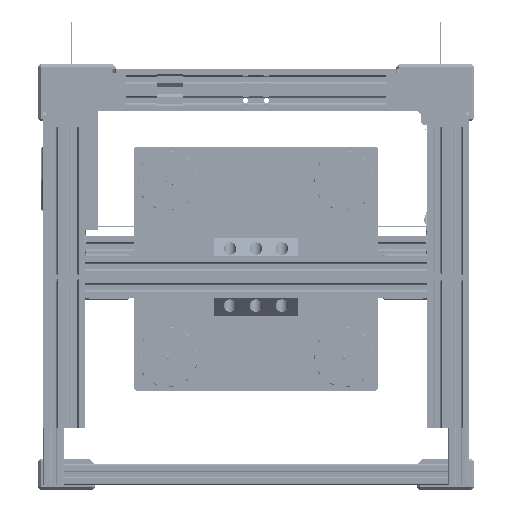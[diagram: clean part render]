
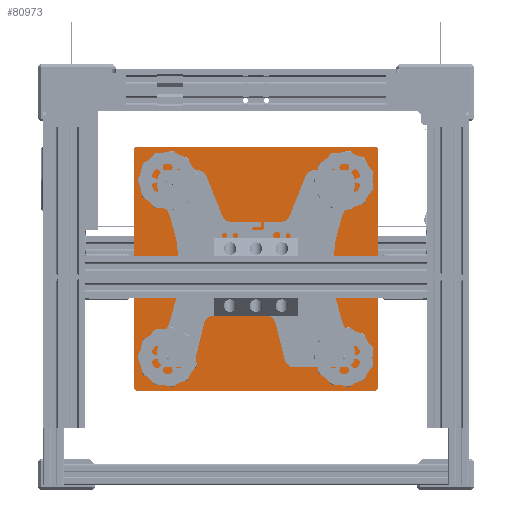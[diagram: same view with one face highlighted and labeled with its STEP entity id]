
A CAD part, front view. The second image highlights one B-rep face of the part: STEP entity #80973.
In plain terms, the highlighted face is planar.
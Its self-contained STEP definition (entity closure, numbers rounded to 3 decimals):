
#3044=PLANE('',#87582);
#4574=FACE_BOUND('',#12043,.T.);
#4575=FACE_BOUND('',#12044,.T.);
#4576=FACE_BOUND('',#12045,.T.);
#4577=FACE_BOUND('',#12046,.T.);
#7386=FACE_OUTER_BOUND('',#12042,.T.);
#12042=EDGE_LOOP('',(#66641,#66642,#66643,#66644,#66645,#66646,#66647,#66648));
#12043=EDGE_LOOP('',(#66649));
#12044=EDGE_LOOP('',(#66650));
#12045=EDGE_LOOP('',(#66651));
#12046=EDGE_LOOP('',(#66652));
#20220=LINE('',#267438,#27266);
#20222=LINE('',#267441,#27268);
#20223=LINE('',#267442,#27269);
#20224=LINE('',#267443,#27270);
#27266=VECTOR('',#103317,1000.);
#27268=VECTOR('',#103321,1000.);
#27269=VECTOR('',#103322,1000.);
#27270=VECTOR('',#103323,1000.);
#31563=CIRCLE('',#87550,3.);
#31565=CIRCLE('',#87553,3.);
#31567=CIRCLE('',#87556,3.);
#31569=CIRCLE('',#87559,3.);
#31571=CIRCLE('',#87562,2.);
#31574=CIRCLE('',#87567,2.);
#31577=CIRCLE('',#87572,2.);
#31580=CIRCLE('',#87577,2.);
#37763=VERTEX_POINT('',#267362);
#37764=VERTEX_POINT('',#267363);
#37767=VERTEX_POINT('',#267371);
#37768=VERTEX_POINT('',#267372);
#37771=VERTEX_POINT('',#267380);
#37772=VERTEX_POINT('',#267381);
#37775=VERTEX_POINT('',#267389);
#37776=VERTEX_POINT('',#267390);
#37779=VERTEX_POINT('',#267398);
#37782=VERTEX_POINT('',#267408);
#37785=VERTEX_POINT('',#267418);
#37788=VERTEX_POINT('',#267428);
#47821=EDGE_CURVE('',#37763,#37764,#31563,.T.);
#47825=EDGE_CURVE('',#37767,#37768,#31565,.T.);
#47829=EDGE_CURVE('',#37771,#37772,#31567,.T.);
#47833=EDGE_CURVE('',#37775,#37776,#31569,.T.);
#47837=EDGE_CURVE('',#37779,#37779,#31571,.T.);
#47842=EDGE_CURVE('',#37782,#37782,#31574,.T.);
#47847=EDGE_CURVE('',#37785,#37785,#31577,.T.);
#47852=EDGE_CURVE('',#37788,#37788,#31580,.T.);
#47857=EDGE_CURVE('',#37776,#37771,#20220,.T.);
#47859=EDGE_CURVE('',#37768,#37775,#20222,.T.);
#47860=EDGE_CURVE('',#37764,#37767,#20223,.T.);
#47861=EDGE_CURVE('',#37772,#37763,#20224,.T.);
#66641=ORIENTED_EDGE('',*,*,#47833,.F.);
#66642=ORIENTED_EDGE('',*,*,#47859,.F.);
#66643=ORIENTED_EDGE('',*,*,#47825,.F.);
#66644=ORIENTED_EDGE('',*,*,#47860,.F.);
#66645=ORIENTED_EDGE('',*,*,#47821,.F.);
#66646=ORIENTED_EDGE('',*,*,#47861,.F.);
#66647=ORIENTED_EDGE('',*,*,#47829,.F.);
#66648=ORIENTED_EDGE('',*,*,#47857,.F.);
#66649=ORIENTED_EDGE('',*,*,#47852,.T.);
#66650=ORIENTED_EDGE('',*,*,#47847,.T.);
#66651=ORIENTED_EDGE('',*,*,#47842,.T.);
#66652=ORIENTED_EDGE('',*,*,#47837,.T.);
#80973=ADVANCED_FACE('',(#7386,#4574,#4575,#4576,#4577),#3044,.F.);
#87550=AXIS2_PLACEMENT_3D('',#267364,#103237,#103238);
#87553=AXIS2_PLACEMENT_3D('',#267373,#103245,#103246);
#87556=AXIS2_PLACEMENT_3D('',#267382,#103253,#103254);
#87559=AXIS2_PLACEMENT_3D('',#267391,#103261,#103262);
#87562=AXIS2_PLACEMENT_3D('',#267399,#103269,#103270);
#87567=AXIS2_PLACEMENT_3D('',#267409,#103281,#103282);
#87572=AXIS2_PLACEMENT_3D('',#267419,#103293,#103294);
#87577=AXIS2_PLACEMENT_3D('',#267429,#103305,#103306);
#87582=AXIS2_PLACEMENT_3D('',#267440,#103319,#103320);
#103237=DIRECTION('center_axis',(0.,0.,1.));
#103238=DIRECTION('ref_axis',(0.707,0.707,0.));
#103245=DIRECTION('center_axis',(0.,0.,1.));
#103246=DIRECTION('ref_axis',(-0.707,0.707,0.));
#103253=DIRECTION('center_axis',(0.,0.,1.));
#103254=DIRECTION('ref_axis',(0.707,-0.707,0.));
#103261=DIRECTION('center_axis',(0.,0.,1.));
#103262=DIRECTION('ref_axis',(-0.707,-0.707,0.));
#103269=DIRECTION('center_axis',(0.,0.,1.));
#103270=DIRECTION('ref_axis',(1.,0.,0.));
#103281=DIRECTION('center_axis',(0.,0.,1.));
#103282=DIRECTION('ref_axis',(1.,0.,0.));
#103293=DIRECTION('center_axis',(0.,0.,1.));
#103294=DIRECTION('ref_axis',(1.,0.,0.));
#103305=DIRECTION('center_axis',(0.,0.,1.));
#103306=DIRECTION('ref_axis',(1.,0.,0.));
#103317=DIRECTION('',(1.,0.,0.));
#103319=DIRECTION('center_axis',(0.,0.,1.));
#103320=DIRECTION('ref_axis',(1.,0.,0.));
#103321=DIRECTION('',(0.,-1.,0.));
#103322=DIRECTION('',(-1.,0.,0.));
#103323=DIRECTION('',(0.,1.,0.));
#267362=CARTESIAN_POINT('',(117.5,114.5,0.));
#267363=CARTESIAN_POINT('',(114.5,117.5,0.));
#267364=CARTESIAN_POINT('Origin',(114.5,114.5,0.));
#267371=CARTESIAN_POINT('',(-114.5,117.5,0.));
#267372=CARTESIAN_POINT('',(-117.5,114.5,0.));
#267373=CARTESIAN_POINT('Origin',(-114.5,114.5,0.));
#267380=CARTESIAN_POINT('',(114.5,-117.5,0.));
#267381=CARTESIAN_POINT('',(117.5,-114.5,0.));
#267382=CARTESIAN_POINT('Origin',(114.5,-114.5,0.));
#267389=CARTESIAN_POINT('',(-117.5,-114.5,0.));
#267390=CARTESIAN_POINT('',(-114.5,-117.5,0.));
#267391=CARTESIAN_POINT('Origin',(-114.5,-114.5,0.));
#267398=CARTESIAN_POINT('',(-87.,-85.,0.));
#267399=CARTESIAN_POINT('Origin',(-85.,-85.,0.));
#267408=CARTESIAN_POINT('',(83.,85.,0.));
#267409=CARTESIAN_POINT('Origin',(85.,85.,0.));
#267418=CARTESIAN_POINT('',(-87.,85.,0.));
#267419=CARTESIAN_POINT('Origin',(-85.,85.,0.));
#267428=CARTESIAN_POINT('',(83.,-85.,0.));
#267429=CARTESIAN_POINT('Origin',(85.,-85.,0.));
#267438=CARTESIAN_POINT('',(-117.5,-117.5,0.));
#267440=CARTESIAN_POINT('Origin',(0.,0.,0.));
#267441=CARTESIAN_POINT('',(-117.5,117.5,0.));
#267442=CARTESIAN_POINT('',(117.5,117.5,0.));
#267443=CARTESIAN_POINT('',(117.5,-117.5,0.));
